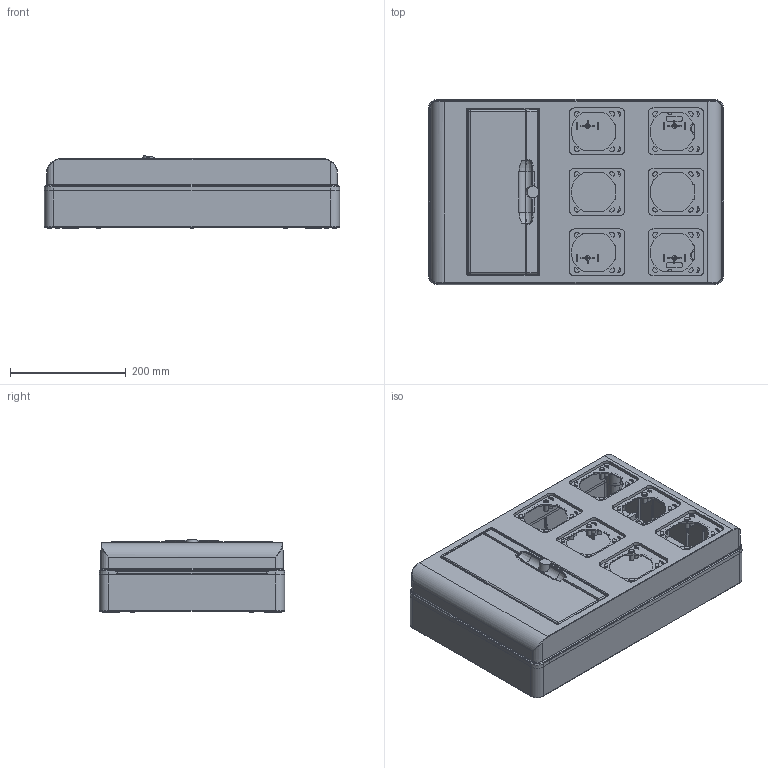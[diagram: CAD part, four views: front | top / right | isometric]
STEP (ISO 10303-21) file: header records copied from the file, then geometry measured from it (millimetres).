
FILE_DESCRIPTION((''),'2;1');
FILE_NAME('GW68008N_ASM','2020-09-17T10:13:10',('User'),('Axiro Italia'),'CREO PARAMETRIC BY PTC INC, 2020074','CREO PARAMETRIC BY PTC INC, 2020074','');
FILE_SCHEMA(('CONFIG_CONTROL_DESIGN'));
Products named in the file (3): 55523484G_FRONT_14M_2A_GRAND_6_; 55523450_FONDO_14_MOD_2_GRANDEZ; GW68008N_ASM
Assembly tree (2 placements, depth 2):
  GW68008N_ASM
    55523484G_FRONT_14M_2A_GRAND_6_
    55523450_FONDO_14_MOD_2_GRANDEZ
Bounding box: 510.01 x 320.01 x 126.03 mm (x, y, z)
Volume: 3053172.5 mm3; surface area: 1133387.9 mm2
Topology: 2 solids, 2 shells, 1741 faces, 4660 edges, 3062 vertices
Faces by surface type: plane 889, cone 402, cylinder 332, bspline 64, torus 46, sphere 6, extrusion 2
Entity records: 61524 total; most frequent: CARTESIAN_POINT 18198, ORIENTED_EDGE 9276, DIRECTION 8687, EDGE_CURVE 4638, VERTEX_POINT 3060, AXIS2_PLACEMENT_3D 3022, VECTOR 2643, LINE 2641
